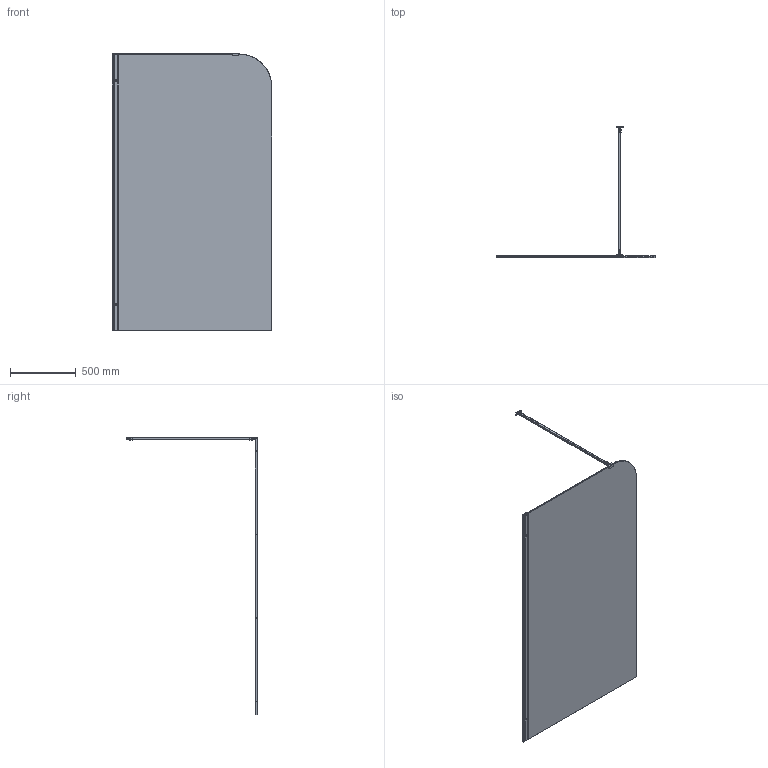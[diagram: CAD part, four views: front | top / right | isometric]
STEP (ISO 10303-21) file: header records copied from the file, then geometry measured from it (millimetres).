
FILE_DESCRIPTION(/* description */ (''),/* implementation_level */ '2;1');
FILE_NAME(/* name */ 'STEP - W31SC01 1200 channel curv250_1710062',/* time_stamp */ '2024-08-07T12:17:31+10:00',/* author */ (''),/* organization */ (''),/* preprocessor_version */ 'ST-DEVELOPER v16.5',/* originating_system */ 'Rhino 7.23',/* authorisation */ '');
FILE_SCHEMA (('AUTOMOTIVE_DESIGN'));
Length unit declared in the file: millimetre
Products named in the file (21): Document; W31SC01ǽ��+-�� \X2\FFFD
R250 1200x2100x10; H31�̲�-W314; AL022ǽ��1314; 3.2�߽���21002; AL1022-210010; 1000-��-W31; CU656+CU122; ____; hex socket set screws with cone point gb_GB_FASTENER_SCREWS_HSCP M5X4
-N; hex_lobular_socket_ctsk_screws_; __; cu656______; Cu656+CU121--W31; M10X10ʮ��ƽͷ��--W31; CU121-�˲�g��--W31; hex_lobular_socket_ctsk_screws_--W31; cu656______--W31; 48X14X2��--W31; AL0674x1000-W31; �rĶ˸�SJ2108
Assembly tree (25 placements, depth 6):
  Document
    W31SC01ǽ��+-�� \X2\FFFD
R250 1200x2100x10
      H31�̲�-W314
        AL022ǽ��1314
          3.2�߽���21002
          AL1022-210010
        1000-��-W31
          CU656+CU122
            ____  x2
            hex socket set screws with cone point gb_GB_FASTENER_SCREWS_HSCP M5X4
-N  x2
            hex_lobular_socket_ctsk_screws_
            __
            cu656______
          Cu656+CU121--W31
            hex socket set screws with cone point gb_GB_FASTENER_SCREWS_HSCP M5X4
-N  x2
            M10X10ʮ��ƽͷ��--W31  x2
            CU121-�˲�g��--W31
            hex_lobular_socket_ctsk_screws_--W31
            cu656______--W31
            48X14X2��--W31
          AL0674x1000-W31
      �rĶ˸�SJ2108
Bounding box: 1211 x 1000 x 2105.25 mm (x, y, z)
Volume: 25477857.9 mm3; surface area: 5800893.7 mm2
Topology: 20 solids, 20 shells, 973 faces, 2378 edges, 1431 vertices
Faces by surface type: plane 362, bspline 310, cylinder 301
Entity records: 31688 total; most frequent: CARTESIAN_POINT 17892, ORIENTED_EDGE 4102, EDGE_CURVE 2051, VERTEX_POINT 1246, B_SPLINE_CURVE_WITH_KNOTS 1235, EDGE_LOOP 891, ADVANCED_FACE 842, FACE_OUTER_BOUND 842
